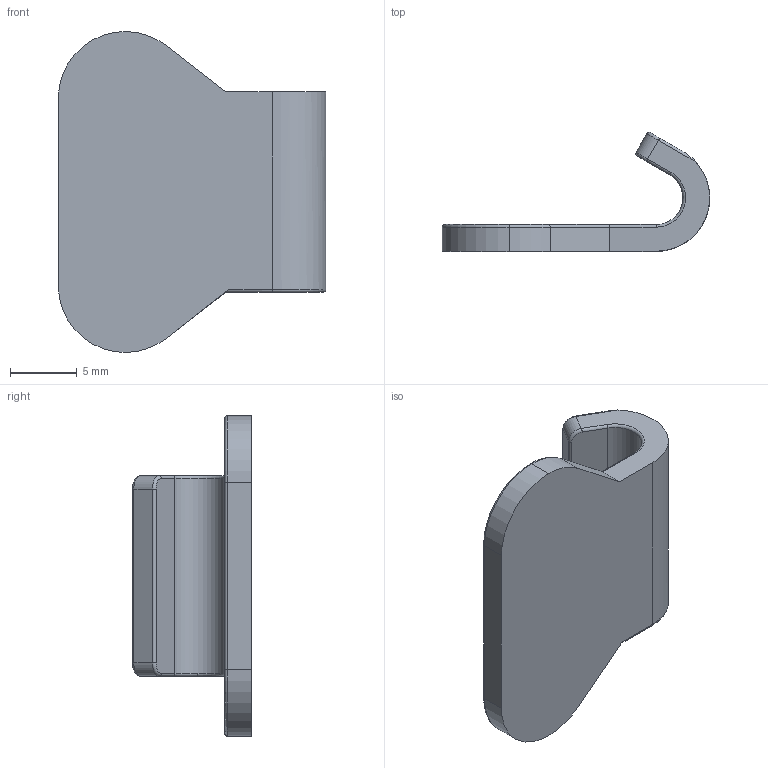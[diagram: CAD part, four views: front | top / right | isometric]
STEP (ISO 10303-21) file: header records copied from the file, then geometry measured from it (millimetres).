
FILE_DESCRIPTION (( 'STEP AP214' ), '1' );
FILE_NAME ('52260 - Striker 30 A.STEP', '2017-03-02T08:52:25', ( '' ), ( '' ), 'SwSTEP 2.0', 'SolidWorks 2015', '' );
FILE_SCHEMA (( 'AUTOMOTIVE_DESIGN' ));
Length unit declared in the file: millimetre
Products named in the file (1): 52260 - Striker 30 A
Bounding box: 20 x 8.89 x 24 mm (x, y, z)
Volume: 953.9 mm3; surface area: 1125.4 mm2
Topology: 1 solids, 1 shells, 43 faces, 102 edges, 61 vertices
Faces by surface type: cylinder 21, torus 12, plane 10
Entity records: 1278 total; most frequent: DIRECTION 239, CARTESIAN_POINT 221, ORIENTED_EDGE 204, EDGE_CURVE 102, AXIS2_PLACEMENT_3D 97, VERTEX_POINT 61, CIRCLE 53, VECTOR 45
